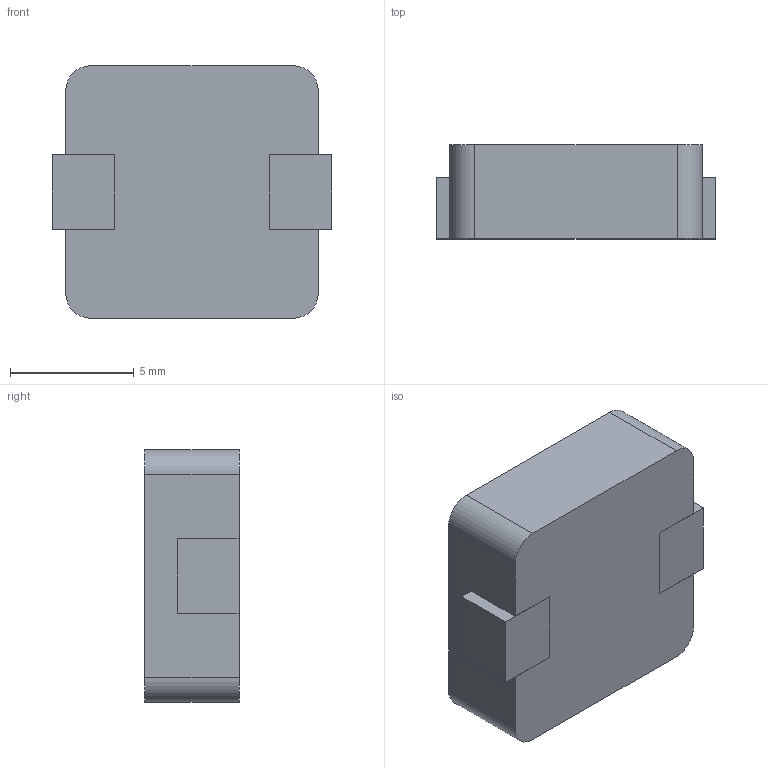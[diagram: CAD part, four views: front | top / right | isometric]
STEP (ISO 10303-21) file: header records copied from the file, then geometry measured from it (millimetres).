
FILE_DESCRIPTION (( 'STEP AP214' ), '1' );
FILE_NAME ('AMRM00101040470MA1.STEP', '2024-08-22T11:27:47', ( '' ), ( '' ), 'SwSTEP 2.0', 'SolidWorks 2023', '' );
FILE_SCHEMA (( 'AUTOMOTIVE_DESIGN' ));
Length unit declared in the file: millimetre
Products named in the file (1): AMRM00101040470MA1
Bounding box: 11.3 x 3.8 x 10.2 mm (x, y, z)
Volume: 400.3 mm3; surface area: 459.4 mm2
Topology: 3 solids, 3 shells, 30 faces, 72 edges, 48 vertices
Faces by surface type: plane 26, cylinder 4
Entity records: 1235 total; most frequent: CARTESIAN_POINT 151, ORIENTED_EDGE 144, DIRECTION 142, EDGE_CURVE 72, VECTOR 64, LINE 64, VERTEX_POINT 48, AXIS2_PLACEMENT_3D 39
